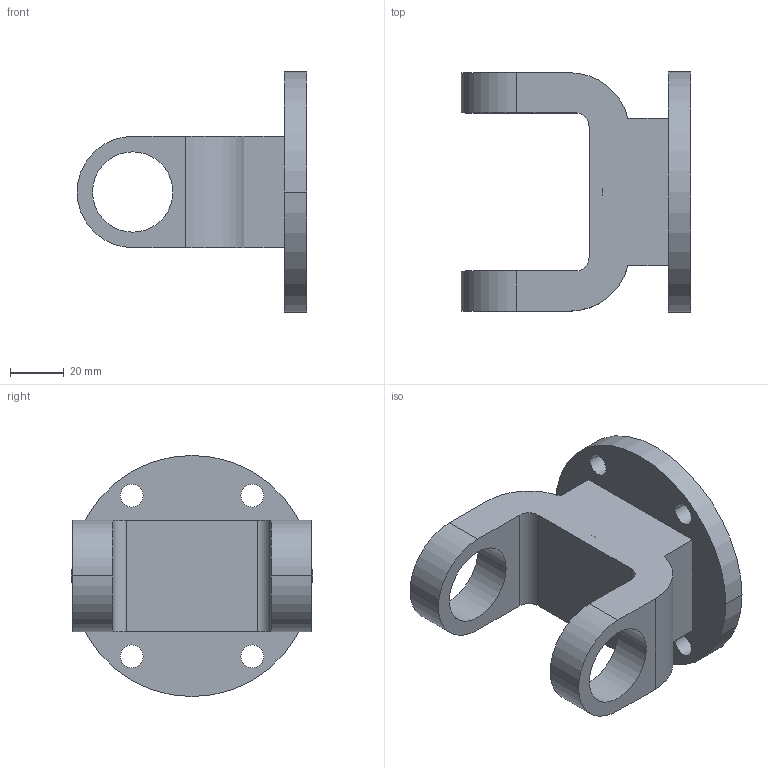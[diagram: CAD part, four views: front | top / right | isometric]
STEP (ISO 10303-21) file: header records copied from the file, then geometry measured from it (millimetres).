
FILE_DESCRIPTION (( 'STEP AP203' ), '1' );
FILE_NAME ('LinearActuator-700mm stroke.STEP.step[1]_Default_sldprt.STEP', '2021-08-05T09:22:44', ( '' ), ( '' ), 'SwSTEP 2.0', 'SolidWorks 2021', '' );
FILE_SCHEMA (( 'CONFIG_CONTROL_DESIGN' ));
Length unit declared in the file: millimetre
Products named in the file (1): LinearActuator-700mm stroke.STEP.step[1]_Default_sldprt
Bounding box: 85.75 x 90 x 90 mm (x, y, z)
Volume: 119490.1 mm3; surface area: 37655.6 mm2
Topology: 1 solids, 1 shells, 39 faces, 102 edges, 68 vertices
Faces by surface type: cylinder 26, plane 13
Entity records: 1329 total; most frequent: DIRECTION 234, CARTESIAN_POINT 210, ORIENTED_EDGE 204, EDGE_CURVE 102, AXIS2_PLACEMENT_3D 92, VERTEX_POINT 68, EDGE_LOOP 54, CIRCLE 52
